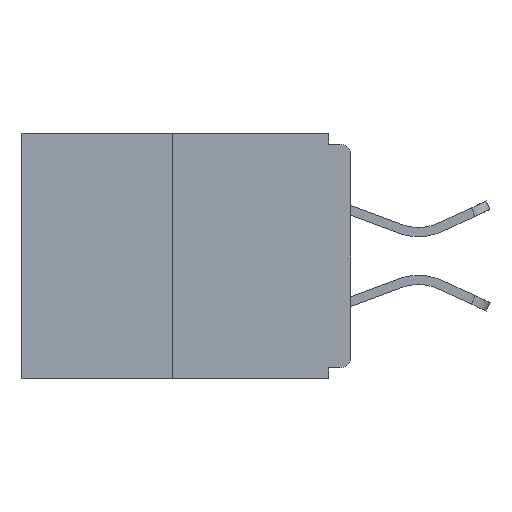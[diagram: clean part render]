
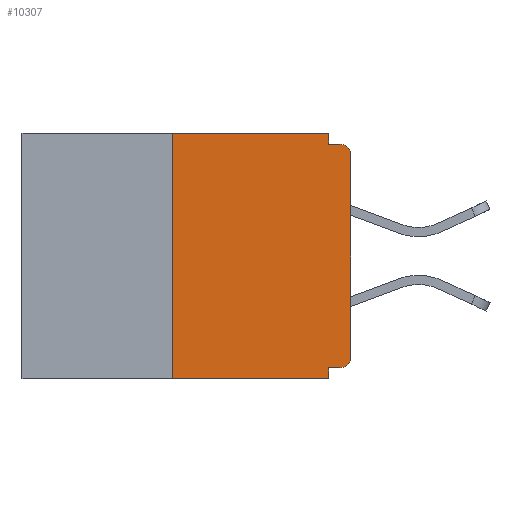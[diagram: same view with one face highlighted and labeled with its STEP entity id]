
A CAD part, left-side view. The second image highlights one B-rep face of the part: STEP entity #10307.
In plain terms, the highlighted planar face has unit normal (-1, 0, 0).
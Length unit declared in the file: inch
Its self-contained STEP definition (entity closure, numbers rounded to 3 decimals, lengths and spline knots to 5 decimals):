
#562 = VECTOR ( 'NONE', #17919, 39.37008 ) ;
#921 = ORIENTED_EDGE ( 'NONE', *, *, #11938, .T. ) ;
#1184 = CARTESIAN_POINT ( 'NONE',  ( 0., 0.031, -0.343 ) ) ;
#1377 = CARTESIAN_POINT ( 'NONE',  ( 0., 0.015, -0.328 ) ) ;
#1547 = LINE ( 'NONE', #11307, #5460 ) ;
#1716 = CARTESIAN_POINT ( 'NONE',  ( 0., 0.25, -0.343 ) ) ;
#2008 = DIRECTION ( 'NONE',  ( 0., -1., 0. ) ) ;
#2466 = VECTOR ( 'NONE', #20892, 39.37008 ) ;
#2737 = DIRECTION ( 'NONE',  ( 0., 0., -1. ) ) ;
#2806 = DIRECTION ( 'NONE',  ( 0., 0., -1. ) ) ;
#3030 = CARTESIAN_POINT ( 'NONE',  ( 0., 0., -0.313 ) ) ;
#3164 = EDGE_CURVE ( 'NONE', #3233, #6960, #6630, .T. ) ;
#3172 = LINE ( 'NONE', #10710, #19924 ) ;
#3233 = VERTEX_POINT ( 'NONE', #8121 ) ;
#3282 = LINE ( 'NONE', #13932, #2466 ) ;
#3432 = VECTOR ( 'NONE', #15157, 39.37008 ) ;
#3971 = CIRCLE ( 'NONE', #10911, 0.015 ) ;
#4091 = EDGE_CURVE ( 'NONE', #13082, #3233, #4749, .T. ) ;
#4216 = LINE ( 'NONE', #15753, #3432 ) ;
#4351 = ORIENTED_EDGE ( 'NONE', *, *, #13815, .T. ) ;
#4384 = FACE_OUTER_BOUND ( 'NONE', #21623, .T. ) ;
#4749 = LINE ( 'NONE', #16265, #562 ) ;
#4875 = EDGE_CURVE ( 'NONE', #13082, #13663, #3971, .T. ) ;
#5162 = VERTEX_POINT ( 'NONE', #8269 ) ;
#5285 = VERTEX_POINT ( 'NONE', #13854 ) ;
#5460 = VECTOR ( 'NONE', #18302, 39.37008 ) ;
#6295 = EDGE_CURVE ( 'NONE', #10875, #11860, #1547, .T. ) ;
#6630 = LINE ( 'NONE', #1184, #16030 ) ;
#6960 = VERTEX_POINT ( 'NONE', #15785 ) ;
#7025 = PLANE ( 'NONE',  #16173 ) ;
#7127 = DIRECTION ( 'NONE',  ( 0., -1., 0. ) ) ;
#7162 = DIRECTION ( 'NONE',  ( 1., 0., 0. ) ) ;
#7376 = EDGE_CURVE ( 'NONE', #15313, #6960, #10102, .T. ) ;
#7619 = AXIS2_PLACEMENT_3D ( 'NONE', #8249, #8020, #19748 ) ;
#7622 = DIRECTION ( 'NONE',  ( -1., 0., 0. ) ) ;
#8014 = CARTESIAN_POINT ( 'NONE',  ( 0., 0.031, -0.015 ) ) ;
#8020 = DIRECTION ( 'NONE',  ( -1., 0., 0. ) ) ;
#8121 = CARTESIAN_POINT ( 'NONE',  ( 0., 0.031, -0.328 ) ) ;
#8249 = CARTESIAN_POINT ( 'NONE',  ( 0., 0.015, -0.03 ) ) ;
#8269 = CARTESIAN_POINT ( 'NONE',  ( 0., 0., -0.03 ) ) ;
#8885 = EDGE_CURVE ( 'NONE', #16671, #5285, #3172, .T. ) ;
#9263 = VECTOR ( 'NONE', #19952, 39.37008 ) ;
#9852 = ORIENTED_EDGE ( 'NONE', *, *, #6295, .F. ) ;
#10102 = LINE ( 'NONE', #18123, #16900 ) ;
#10307 = ADVANCED_FACE ( 'NONE', ( #4384 ), #7025, .F. ) ;
#10376 = ORIENTED_EDGE ( 'NONE', *, *, #4875, .T. ) ;
#10710 = CARTESIAN_POINT ( 'NONE',  ( 0., 0., -0.015 ) ) ;
#10875 = VERTEX_POINT ( 'NONE', #18376 ) ;
#10911 = AXIS2_PLACEMENT_3D ( 'NONE', #19493, #7622, #2737 ) ;
#11307 = CARTESIAN_POINT ( 'NONE',  ( 0., 0.46, 0. ) ) ;
#11743 = CARTESIAN_POINT ( 'NONE',  ( 0., 0.25, 0. ) ) ;
#11860 = VERTEX_POINT ( 'NONE', #20611 ) ;
#11938 = EDGE_CURVE ( 'NONE', #13663, #5162, #3282, .T. ) ;
#12029 = ORIENTED_EDGE ( 'NONE', *, *, #3164, .F. ) ;
#12235 = ORIENTED_EDGE ( 'NONE', *, *, #8885, .F. ) ;
#13082 = VERTEX_POINT ( 'NONE', #1377 ) ;
#13393 = CIRCLE ( 'NONE', #7619, 0.015 ) ;
#13663 = VERTEX_POINT ( 'NONE', #3030 ) ;
#13815 = EDGE_CURVE ( 'NONE', #5162, #5285, #13393, .T. ) ;
#13854 = CARTESIAN_POINT ( 'NONE',  ( 0., 0.015, -0.015 ) ) ;
#13932 = CARTESIAN_POINT ( 'NONE',  ( 0., 0., 0. ) ) ;
#15157 = DIRECTION ( 'NONE',  ( 0., 0., -1. ) ) ;
#15313 = VERTEX_POINT ( 'NONE', #1716 ) ;
#15753 = CARTESIAN_POINT ( 'NONE',  ( 0., 0.031, 0. ) ) ;
#15785 = CARTESIAN_POINT ( 'NONE',  ( 0., 0.031, -0.343 ) ) ;
#15848 = LINE ( 'NONE', #11743, #9263 ) ;
#16030 = VECTOR ( 'NONE', #2806, 39.37008 ) ;
#16173 = AXIS2_PLACEMENT_3D ( 'NONE', #17028, #7162, #17098 ) ;
#16186 = ORIENTED_EDGE ( 'NONE', *, *, #21082, .F. ) ;
#16198 = ORIENTED_EDGE ( 'NONE', *, *, #4091, .F. ) ;
#16265 = CARTESIAN_POINT ( 'NONE',  ( 0., 0., -0.328 ) ) ;
#16300 = ORIENTED_EDGE ( 'NONE', *, *, #20531, .F. ) ;
#16671 = VERTEX_POINT ( 'NONE', #8014 ) ;
#16900 = VECTOR ( 'NONE', #2008, 39.37008 ) ;
#17028 = CARTESIAN_POINT ( 'NONE',  ( 0., 0.46, 0. ) ) ;
#17098 = DIRECTION ( 'NONE',  ( 0., 0., -1. ) ) ;
#17831 = ORIENTED_EDGE ( 'NONE', *, *, #7376, .T. ) ;
#17919 = DIRECTION ( 'NONE',  ( 0., 1., 0. ) ) ;
#18123 = CARTESIAN_POINT ( 'NONE',  ( 0., 0.46, -0.343 ) ) ;
#18302 = DIRECTION ( 'NONE',  ( 0., -1., 0. ) ) ;
#18376 = CARTESIAN_POINT ( 'NONE',  ( 0., 0.25, 0. ) ) ;
#19493 = CARTESIAN_POINT ( 'NONE',  ( 0., 0.015, -0.313 ) ) ;
#19748 = DIRECTION ( 'NONE',  ( 0., 0., -1. ) ) ;
#19924 = VECTOR ( 'NONE', #7127, 39.37008 ) ;
#19952 = DIRECTION ( 'NONE',  ( 0., 0., 1. ) ) ;
#20531 = EDGE_CURVE ( 'NONE', #11860, #16671, #4216, .T. ) ;
#20611 = CARTESIAN_POINT ( 'NONE',  ( 0., 0.031, 0. ) ) ;
#20892 = DIRECTION ( 'NONE',  ( 0., 0., 1. ) ) ;
#21082 = EDGE_CURVE ( 'NONE', #15313, #10875, #15848, .T. ) ;
#21623 = EDGE_LOOP ( 'NONE', ( #9852, #16186, #17831, #12029, #16198, #10376, #921, #4351, #12235, #16300 ) ) ;
